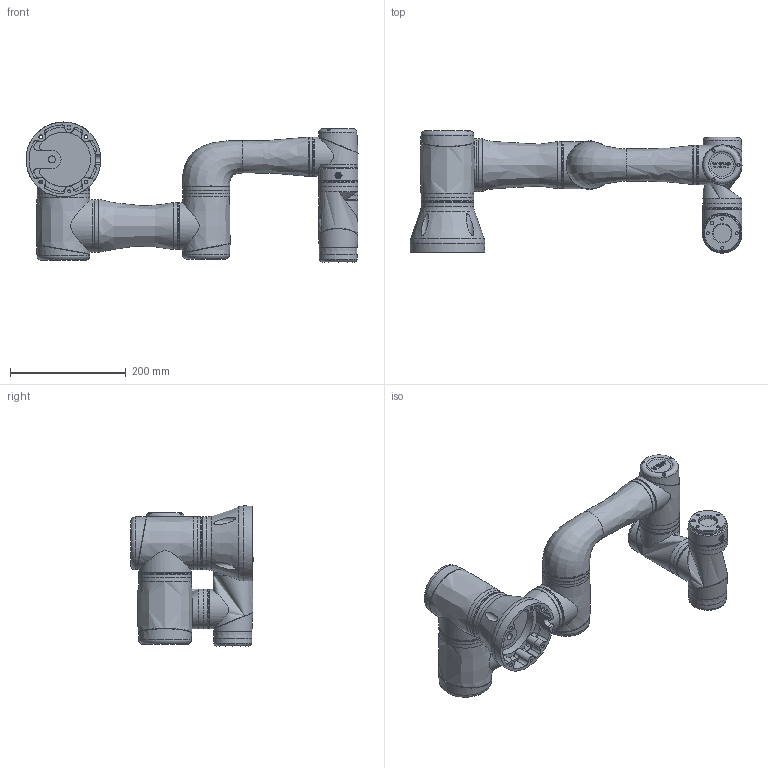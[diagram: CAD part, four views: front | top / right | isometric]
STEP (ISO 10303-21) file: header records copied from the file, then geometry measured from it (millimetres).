
FILE_DESCRIPTION (( 'STEP AP214' ), '1' );
FILE_NAME ('Zu 3.STEP', '2023-10-15T15:04:44', ( '' ), ( '' ), 'SwSTEP 2.0', 'SolidWorks 2016', '' );
FILE_SCHEMA (( 'AUTOMOTIVE_DESIGN' ));
Length unit declared in the file: millimetre
Products named in the file (15): Zu 3 01; Zu 3 05; Zu 3 03; Zu 3; Zu 3 02; Zu 3 00; Zu 3 06; Zu 3 04
Assembly tree (7 placements, depth 2):
  Zu 3 05
  Zu 3 03
  Zu 3 01
  Zu 3
    Zu 3 00
    Zu 3 01
    Zu 3 02
    Zu 3 03
    Zu 3 04
    Zu 3 05
    Zu 3 06
  Zu 3 02
Bounding box: 572.5 x 211 x 241.51 mm (x, y, z)
Volume: 5998929.4 mm3; surface area: 479571.9 mm2
Topology: 14 solids, 14 shells, 667 faces, 1690 edges, 1145 vertices
Faces by surface type: plane 372, cylinder 183, bspline 76, torus 28, cone 8
Full cylindrical faces by diameter (mm): 0.8 x8, 4.3 x6, 5 x5, 6 x1, 6.2 x9, 6.6 x4, 8 x1, 9 x2, 9.58 x1, 12 x1, 13 x4, 14.2 x2, 20 x1, 20.6 x1, 31.5 x1, 37.5 x1, 38 x1, 47 x1, 63 x1, 65.5 x1, 66.741 x1, 67 x1, 68 x18, 79 x1, 79.938 x1, 81 x7, 89.992 x1, 91 x13, 129 x1
Entity records: 41329 total; most frequent: CARTESIAN_POINT 19137, ORIENTED_EDGE 2892, DIRECTION 2771, EDGE_CURVE 1446, VERTEX_POINT 1062, AXIS2_PLACEMENT_3D 975, EDGE_LOOP 930, FACE_OUTER_BOUND 821
